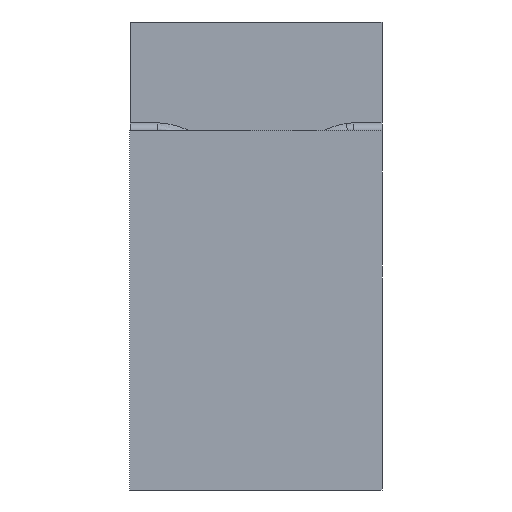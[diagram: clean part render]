
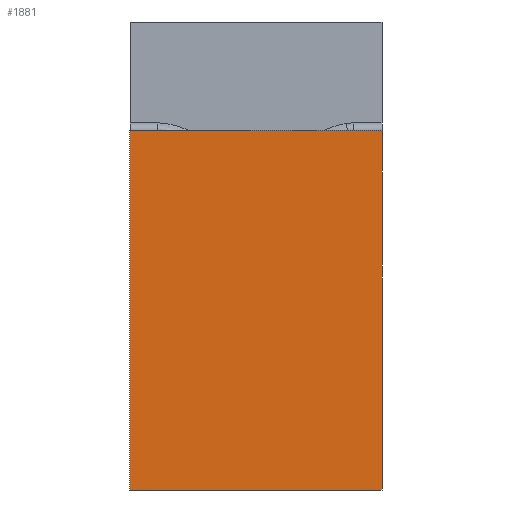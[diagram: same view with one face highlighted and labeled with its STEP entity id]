
A CAD part, left-side view. The second image highlights one B-rep face of the part: STEP entity #1881.
In plain terms, the highlighted planar face has unit normal (-1, 0, 0).
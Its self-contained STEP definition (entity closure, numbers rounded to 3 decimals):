
#34=CARTESIAN_POINT('',(197.5,270.,50.));
#35=VERTEX_POINT('',#34);
#43=CARTESIAN_POINT('',(197.5,257.5,50.));
#44=VERTEX_POINT('',#43);
#45=CARTESIAN_POINT('',(197.5,270.,50.));
#46=DIRECTION('',(0.,-1.,0.));
#47=VECTOR('',#46,12.5);
#48=LINE('',#45,#47);
#49=EDGE_CURVE('',#35,#44,#48,.T.);
#65=CARTESIAN_POINT('',(197.5,292.5,0.));
#66=VERTEX_POINT('',#65);
#67=CARTESIAN_POINT('',(197.5,257.5,0.));
#68=VERTEX_POINT('',#67);
#69=CARTESIAN_POINT('',(197.5,292.5,0.));
#70=DIRECTION('',(0.,-1.,0.));
#71=VECTOR('',#70,35.);
#72=LINE('',#69,#71);
#73=EDGE_CURVE('',#66,#68,#72,.T.);
#107=CARTESIAN_POINT('',(197.5,292.5,50.));
#108=VERTEX_POINT('',#107);
#115=CARTESIAN_POINT('',(197.5,280.,50.));
#116=VERTEX_POINT('',#115);
#117=CARTESIAN_POINT('',(197.5,292.5,50.));
#118=DIRECTION('',(0.,-1.,0.));
#119=VECTOR('',#118,12.5);
#120=LINE('',#117,#119);
#121=EDGE_CURVE('',#108,#116,#120,.T.);
#139=CARTESIAN_POINT('',(197.5,257.5,50.));
#140=DIRECTION('',(0.,0.,-1.));
#141=VECTOR('',#140,50.);
#142=LINE('',#139,#141);
#143=EDGE_CURVE('',#44,#68,#142,.T.);
#263=CARTESIAN_POINT('',(197.5,292.5,50.));
#264=DIRECTION('',(0.,0.,-1.));
#265=VECTOR('',#264,50.);
#266=LINE('',#263,#265);
#267=EDGE_CURVE('',#108,#66,#266,.T.);
#1393=CARTESIAN_POINT('',(197.5,270.,50.));
#1394=DIRECTION('',(-0.,1.,-0.));
#1395=VECTOR('',#1394,10.);
#1396=LINE('',#1393,#1395);
#1397=EDGE_CURVE('',#35,#116,#1396,.T.);
#1868=CARTESIAN_POINT('',(197.5,280.,50.));
#1869=DIRECTION('',(-1.,-0.,0.));
#1870=DIRECTION('',(0.,0.,-1.));
#1871=AXIS2_PLACEMENT_3D('',#1868,#1869,#1870);
#1872=PLANE('',#1871);
#1873=ORIENTED_EDGE('',*,*,#49,.F.);
#1874=ORIENTED_EDGE('',*,*,#1397,.T.);
#1875=ORIENTED_EDGE('',*,*,#121,.F.);
#1876=ORIENTED_EDGE('',*,*,#267,.T.);
#1877=ORIENTED_EDGE('',*,*,#73,.T.);
#1878=ORIENTED_EDGE('',*,*,#143,.F.);
#1879=EDGE_LOOP('',(#1873,#1874,#1875,#1876,#1877,#1878));
#1880=FACE_BOUND('',#1879,.T.);
#1881=ADVANCED_FACE('',(#1880),#1872,.T.);
